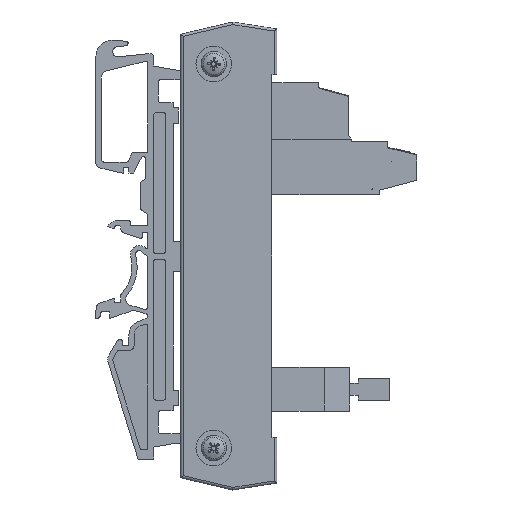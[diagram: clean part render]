
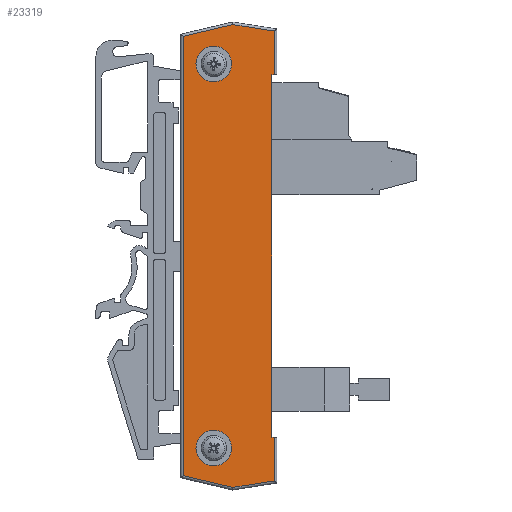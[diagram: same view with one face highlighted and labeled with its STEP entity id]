
A CAD part, left-side view. The second image highlights one B-rep face of the part: STEP entity #23319.
In plain terms, the highlighted face is planar.
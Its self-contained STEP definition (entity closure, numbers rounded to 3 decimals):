
#22858=CARTESIAN_POINT('',(-16.628,6.238,5.0));
#22859=VERTEX_POINT('',#22858);
#22866=CARTESIAN_POINT('',(54.672,6.238,5.0));
#22867=VERTEX_POINT('',#22866);
#22868=CARTESIAN_POINT('',(54.672,6.238,5.0));
#22869=DIRECTION('',(-1.0,0.0,0.0));
#22870=VECTOR('',#22869,71.3);
#22871=LINE('',#22868,#22870);
#22872=EDGE_CURVE('',#22867,#22859,#22871,.T.);
#23115=CARTESIAN_POINT('',(60.272,-5.162,5.0));
#23116=VERTEX_POINT('',#23115);
#23117=CARTESIAN_POINT('',(56.772,-5.162,5.0));
#23118=DIRECTION('',(0.0,0.0,-1.0));
#23119=DIRECTION('',(-1.0,0.0,0.0));
#23120=AXIS2_PLACEMENT_3D('',#23117,#23118,#23119);
#23121=CIRCLE('',#23120,3.5);
#23122=EDGE_CURVE('',#23116,#23116,#23121,.T.);
#23155=CARTESIAN_POINT('',(-15.228,-5.162,5.0));
#23156=VERTEX_POINT('',#23155);
#23157=CARTESIAN_POINT('',(-18.728,-5.162,5.0));
#23158=DIRECTION('',(0.0,0.0,-1.0));
#23159=DIRECTION('',(-1.0,0.0,0.0));
#23160=AXIS2_PLACEMENT_3D('',#23157,#23158,#23159);
#23161=CIRCLE('',#23160,3.5);
#23162=EDGE_CURVE('',#23156,#23156,#23161,.T.);
#23196=CARTESIAN_POINT('',(54.672,6.738,5.0));
#23197=VERTEX_POINT('',#23196);
#23198=CARTESIAN_POINT('',(54.672,6.738,5.0));
#23199=DIRECTION('',(0.0,-1.0,0.0));
#23200=VECTOR('',#23199,0.5);
#23201=LINE('',#23198,#23200);
#23202=EDGE_CURVE('',#23197,#22867,#23201,.T.);
#23227=CARTESIAN_POINT('',(-16.628,6.738,5.0));
#23228=VERTEX_POINT('',#23227);
#23236=CARTESIAN_POINT('',(-16.628,6.238,5.0));
#23237=DIRECTION('',(0.0,1.0,0.0));
#23238=VECTOR('',#23237,0.5);
#23239=LINE('',#23236,#23238);
#23240=EDGE_CURVE('',#22859,#23228,#23239,.T.);
#23249=CARTESIAN_POINT('',(19.022,-2.126,5.0));
#23250=DIRECTION('',(0.0,0.0,1.0));
#23251=DIRECTION('',(1.0,0.0,0.0));
#23252=AXIS2_PLACEMENT_3D('',#23249,#23250,#23251);
#23253=PLANE('',#23252);
#23254=ORIENTED_EDGE('',*,*,#23202,.T.);
#23255=ORIENTED_EDGE('',*,*,#22872,.T.);
#23256=ORIENTED_EDGE('',*,*,#23240,.T.);
#23257=CARTESIAN_POINT('',(-25.176,6.738,5.0));
#23258=VERTEX_POINT('',#23257);
#23259=CARTESIAN_POINT('',(-25.176,6.738,5.0));
#23260=DIRECTION('',(1.0,0.0,0.0));
#23261=VECTOR('',#23260,8.548);
#23262=LINE('',#23259,#23261);
#23263=EDGE_CURVE('',#23258,#23228,#23262,.T.);
#23264=ORIENTED_EDGE('',*,*,#23263,.F.);
#23265=CARTESIAN_POINT('',(-26.459,-1.405,5.0));
#23266=VERTEX_POINT('',#23265);
#23267=CARTESIAN_POINT('',(-26.459,-1.405,5.0));
#23268=DIRECTION('',(0.156,0.988,0.0));
#23269=VECTOR('',#23268,8.244);
#23270=LINE('',#23267,#23269);
#23271=EDGE_CURVE('',#23266,#23258,#23270,.T.);
#23272=ORIENTED_EDGE('',*,*,#23271,.F.);
#23273=CARTESIAN_POINT('',(-24.157,-11.162,5.0));
#23274=VERTEX_POINT('',#23273);
#23275=CARTESIAN_POINT('',(-24.157,-11.162,5.0));
#23276=DIRECTION('',(-0.23,0.973,0.0));
#23277=VECTOR('',#23276,10.024);
#23278=LINE('',#23275,#23277);
#23279=EDGE_CURVE('',#23274,#23266,#23278,.T.);
#23280=ORIENTED_EDGE('',*,*,#23279,.F.);
#23281=CARTESIAN_POINT('',(62.201,-11.162,5.0));
#23282=VERTEX_POINT('',#23281);
#23283=CARTESIAN_POINT('',(62.201,-11.162,5.0));
#23284=DIRECTION('',(-1.0,0.0,0.0));
#23285=VECTOR('',#23284,86.358);
#23286=LINE('',#23283,#23285);
#23287=EDGE_CURVE('',#23282,#23274,#23286,.T.);
#23288=ORIENTED_EDGE('',*,*,#23287,.F.);
#23289=CARTESIAN_POINT('',(64.503,-1.405,5.0));
#23290=VERTEX_POINT('',#23289);
#23291=CARTESIAN_POINT('',(64.503,-1.405,5.0));
#23292=DIRECTION('',(-0.23,-0.973,0.0));
#23293=VECTOR('',#23292,10.024);
#23294=LINE('',#23291,#23293);
#23295=EDGE_CURVE('',#23290,#23282,#23294,.T.);
#23296=ORIENTED_EDGE('',*,*,#23295,.F.);
#23297=CARTESIAN_POINT('',(63.22,6.738,5.0));
#23298=VERTEX_POINT('',#23297);
#23299=CARTESIAN_POINT('',(63.22,6.738,5.0));
#23300=DIRECTION('',(0.156,-0.988,0.0));
#23301=VECTOR('',#23300,8.244);
#23302=LINE('',#23299,#23301);
#23303=EDGE_CURVE('',#23298,#23290,#23302,.T.);
#23304=ORIENTED_EDGE('',*,*,#23303,.F.);
#23305=CARTESIAN_POINT('',(54.672,6.738,5.0));
#23306=DIRECTION('',(1.0,0.0,0.0));
#23307=VECTOR('',#23306,8.548);
#23308=LINE('',#23305,#23307);
#23309=EDGE_CURVE('',#23197,#23298,#23308,.T.);
#23310=ORIENTED_EDGE('',*,*,#23309,.F.);
#23311=EDGE_LOOP('',(#23254,#23255,#23256,#23264,#23272,#23280,#23288,#23296,#23304,#23310));
#23312=FACE_OUTER_BOUND('',#23311,.T.);
#23313=ORIENTED_EDGE('',*,*,#23122,.T.);
#23314=EDGE_LOOP('',(#23313));
#23315=FACE_BOUND('',#23314,.T.);
#23316=ORIENTED_EDGE('',*,*,#23162,.T.);
#23317=EDGE_LOOP('',(#23316));
#23318=FACE_BOUND('',#23317,.T.);
#23319=ADVANCED_FACE('',(#23312,#23315,#23318),#23253,.T.);
